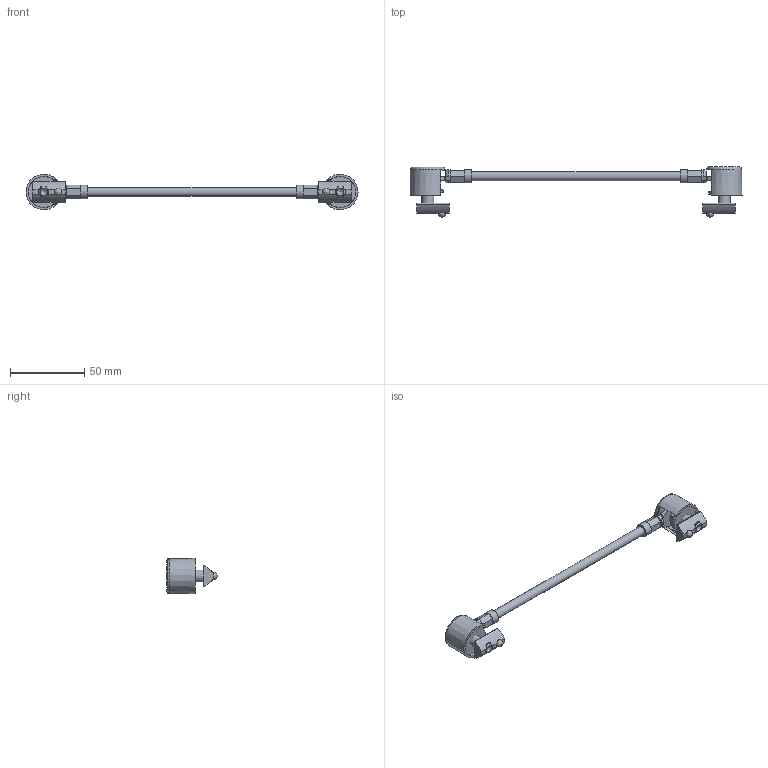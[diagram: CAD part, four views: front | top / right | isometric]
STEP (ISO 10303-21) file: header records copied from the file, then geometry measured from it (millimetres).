
FILE_DESCRIPTION(/* description */ ('STEP AP214'),/* implementation_level */ '2;1');
FILE_NAME(/* name */ '093099S01',/* time_stamp */ '2022-08-25T14:46:26+02:00',/* author */ ('License CC BY-ND 4.0'),/* organization */ ('CADENAS'),/* preprocessor_version */ 'ST-DEVELOPER v18.102',/* originating_system */ 'PARTsolutions',/* authorisation */ ' ');
FILE_SCHEMA (('AUTOMOTIVE_DESIGN {1 0 10303 214 3 1 1}'));
Length unit declared in the file: millimetre
Products named in the file (8): 093099S01; 093099S01TSNS8M8; 093099S01cc; 093099S01DIN6923M8; 093099S01ISO4035M8; 093099S01D678A8; 093099S01D916M8x30; 093099S01EL
Assembly tree (13 placements, depth 2):
  093099S01
    093099S01TSNS8M8  x2
    093099S01cc  x2
    093099S01DIN6923M8  x2
    093099S01ISO4035M8  x2
    093099S01D678A8  x2
    093099S01D916M8x30  x2
    093099S01EL
Bounding box: 224 x 33.9 x 23.98 mm (x, y, z)
Volume: 21099.3 mm3; surface area: 19293.7 mm2
Topology: 13 solids, 13 shells, 249 faces, 561 edges, 348 vertices
Faces by surface type: plane 112, cone 62, cylinder 43, torus 28, sphere 4
Full cylindrical faces by diameter (mm): 6 x1, 6.647 x2, 6.8 x4, 8 x4, 8.4 x2, 9 x4, 15 x2, 21 x2
Entity records: 4287 total; most frequent: CARTESIAN_POINT 850, DIRECTION 700, ORIENTED_EDGE 586, AXIS2_PLACEMENT_3D 294, EDGE_CURVE 293, FACE_BOUND 211, EDGE_LOOP 210, VERTEX_POINT 208
